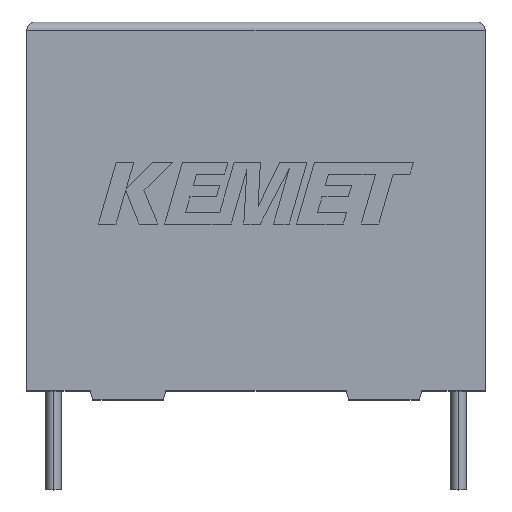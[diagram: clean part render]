
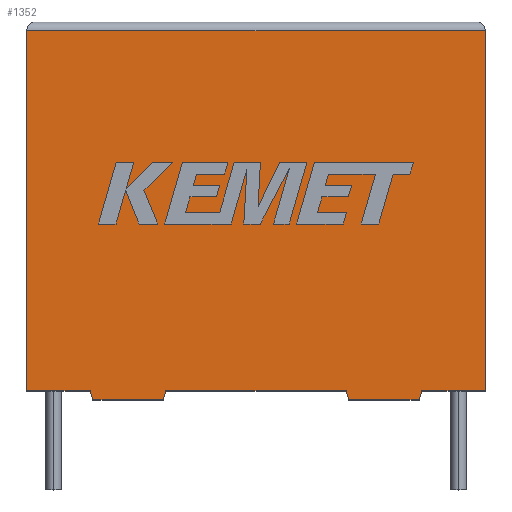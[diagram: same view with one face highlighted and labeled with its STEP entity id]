
A CAD part, top view. The second image highlights one B-rep face of the part: STEP entity #1352.
In plain terms, the highlighted planar face has unit normal (0, 0, 1).
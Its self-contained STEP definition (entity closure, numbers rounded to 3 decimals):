
#125 = ORIENTED_EDGE ( 'NONE', *, *, #2851, .F. ) ;
#210 = EDGE_CURVE ( 'NONE', #2847, #2146, #1627, .T. ) ;
#213 = VERTEX_POINT ( 'NONE', #2444 ) ;
#217 = VECTOR ( 'NONE', #880, 1000. ) ;
#220 = VECTOR ( 'NONE', #772, 1000. ) ;
#225 = CARTESIAN_POINT ( 'NONE',  ( 0., 0., 10.5 ) ) ;
#248 = DIRECTION ( 'NONE',  ( 1., 0., 0. ) ) ;
#297 = DIRECTION ( 'NONE',  ( 1., 0., 0. ) ) ;
#309 = EDGE_CURVE ( 'NONE', #2146, #213, #1183, .T. ) ;
#346 = LINE ( 'NONE', #2628, #534 ) ;
#534 = VECTOR ( 'NONE', #1888, 1000. ) ;
#566 = ORIENTED_EDGE ( 'NONE', *, *, #790, .T. ) ;
#618 = ORIENTED_EDGE ( 'NONE', *, *, #1312, .T. ) ;
#649 = CARTESIAN_POINT ( 'NONE',  ( 0., 0., 10.5 ) ) ;
#772 = DIRECTION ( 'NONE',  ( 0., 1., 0. ) ) ;
#790 = EDGE_CURVE ( 'NONE', #213, #3067, #2720, .T. ) ;
#798 = VECTOR ( 'NONE', #2891, 1000. ) ;
#847 = CARTESIAN_POINT ( 'NONE',  ( 0., 20., 10.5 ) ) ;
#871 = ORIENTED_EDGE ( 'NONE', *, *, #210, .T. ) ;
#880 = DIRECTION ( 'NONE',  ( 1., 0., 0. ) ) ;
#935 = LINE ( 'NONE', #1697, #2019 ) ;
#952 = CARTESIAN_POINT ( 'NONE',  ( 7.591, -0.5, 10.5 ) ) ;
#995 = EDGE_CURVE ( 'NONE', #1471, #1667, #1030, .T. ) ;
#1018 = ORIENTED_EDGE ( 'NONE', *, *, #1480, .T. ) ;
#1030 = LINE ( 'NONE', #3032, #2755 ) ;
#1101 = ORIENTED_EDGE ( 'NONE', *, *, #1907, .T. ) ;
#1104 = CARTESIAN_POINT ( 'NONE',  ( 17.909, -0.5, 10.5 ) ) ;
#1130 = AXIS2_PLACEMENT_3D ( 'NONE', #225, #1998, #1756 ) ;
#1134 = LINE ( 'NONE', #1624, #798 ) ;
#1144 = CARTESIAN_POINT ( 'NONE',  ( 25.5, 0., 10.5 ) ) ;
#1147 = EDGE_CURVE ( 'NONE', #1453, #1615, #935, .T. ) ;
#1183 = LINE ( 'NONE', #1734, #2812 ) ;
#1198 = CARTESIAN_POINT ( 'NONE',  ( 25.5, 20., 10.5 ) ) ;
#1244 = EDGE_CURVE ( 'NONE', #3067, #1978, #1869, .T. ) ;
#1249 = VECTOR ( 'NONE', #1670, 1000. ) ;
#1262 = PLANE ( 'NONE',  #1130 ) ;
#1277 = VECTOR ( 'NONE', #1638, 1000. ) ;
#1284 = EDGE_CURVE ( 'NONE', #3190, #2847, #346, .T. ) ;
#1312 = EDGE_CURVE ( 'NONE', #1978, #2468, #1134, .T. ) ;
#1327 = CARTESIAN_POINT ( 'NONE',  ( 21.96, 0., 10.5 ) ) ;
#1352 = ADVANCED_FACE ( 'NONE', ( #2983 ), #1262, .F. ) ;
#1409 = ORIENTED_EDGE ( 'NONE', *, *, #1284, .T. ) ;
#1448 = ORIENTED_EDGE ( 'NONE', *, *, #1244, .T. ) ;
#1453 = VERTEX_POINT ( 'NONE', #2320 ) ;
#1471 = VERTEX_POINT ( 'NONE', #1327 ) ;
#1480 = EDGE_CURVE ( 'NONE', #1667, #3190, #1536, .T. ) ;
#1536 = LINE ( 'NONE', #1847, #220 ) ;
#1615 = VERTEX_POINT ( 'NONE', #3152 ) ;
#1624 = CARTESIAN_POINT ( 'NONE',  ( 7.591, -0.5, 10.5 ) ) ;
#1627 = LINE ( 'NONE', #2629, #2546 ) ;
#1638 = DIRECTION ( 'NONE',  ( -0.287, -0.958, 0. ) ) ;
#1658 = LINE ( 'NONE', #2889, #1277 ) ;
#1661 = DIRECTION ( 'NONE',  ( -1., 0., 0. ) ) ;
#1667 = VERTEX_POINT ( 'NONE', #1144 ) ;
#1670 = DIRECTION ( 'NONE',  ( 1., 0., 0. ) ) ;
#1697 = CARTESIAN_POINT ( 'NONE',  ( 21.81, -0.5, 10.5 ) ) ;
#1734 = CARTESIAN_POINT ( 'NONE',  ( 0., 0., 10.5 ) ) ;
#1756 = DIRECTION ( 'NONE',  ( -1., 0., 0. ) ) ;
#1781 = CARTESIAN_POINT ( 'NONE',  ( 0., 0., 10.5 ) ) ;
#1847 = CARTESIAN_POINT ( 'NONE',  ( 25.5, 0., 10.5 ) ) ;
#1851 = CARTESIAN_POINT ( 'NONE',  ( 3.69, -0.5, 10.5 ) ) ;
#1859 = LINE ( 'NONE', #649, #1249 ) ;
#1869 = LINE ( 'NONE', #1851, #217 ) ;
#1888 = DIRECTION ( 'NONE',  ( -1., 0., 0. ) ) ;
#1907 = EDGE_CURVE ( 'NONE', #2468, #2975, #1859, .T. ) ;
#1978 = VERTEX_POINT ( 'NONE', #952 ) ;
#1998 = DIRECTION ( 'NONE',  ( 0., 0., -1. ) ) ;
#2019 = VECTOR ( 'NONE', #1661, 1000. ) ;
#2107 = ORIENTED_EDGE ( 'NONE', *, *, #3130, .F. ) ;
#2131 = VECTOR ( 'NONE', #2768, 1000. ) ;
#2146 = VERTEX_POINT ( 'NONE', #1781 ) ;
#2226 = EDGE_LOOP ( 'NONE', ( #1018, #1409, #871, #2619, #566, #1448, #618, #1101, #125, #2996, #2107, #2463 ) ) ;
#2320 = CARTESIAN_POINT ( 'NONE',  ( 21.81, -0.5, 10.5 ) ) ;
#2444 = CARTESIAN_POINT ( 'NONE',  ( 3.54, 0., 10.5 ) ) ;
#2463 = ORIENTED_EDGE ( 'NONE', *, *, #995, .T. ) ;
#2467 = CARTESIAN_POINT ( 'NONE',  ( 3.54, 0., 10.5 ) ) ;
#2468 = VERTEX_POINT ( 'NONE', #3143 ) ;
#2546 = VECTOR ( 'NONE', #3095, 1000. ) ;
#2619 = ORIENTED_EDGE ( 'NONE', *, *, #309, .T. ) ;
#2628 = CARTESIAN_POINT ( 'NONE',  ( 0., 20., 10.5 ) ) ;
#2629 = CARTESIAN_POINT ( 'NONE',  ( 0., 0., 10.5 ) ) ;
#2644 = VECTOR ( 'NONE', #3101, 1000. ) ;
#2720 = LINE ( 'NONE', #2467, #2131 ) ;
#2755 = VECTOR ( 'NONE', #297, 1000. ) ;
#2768 = DIRECTION ( 'NONE',  ( 0.287, -0.958, 0. ) ) ;
#2812 = VECTOR ( 'NONE', #248, 1000. ) ;
#2847 = VERTEX_POINT ( 'NONE', #847 ) ;
#2851 = EDGE_CURVE ( 'NONE', #1615, #2975, #2868, .T. ) ;
#2868 = LINE ( 'NONE', #1104, #2644 ) ;
#2881 = CARTESIAN_POINT ( 'NONE',  ( 17.759, 0., 10.5 ) ) ;
#2889 = CARTESIAN_POINT ( 'NONE',  ( 21.96, 0., 10.5 ) ) ;
#2891 = DIRECTION ( 'NONE',  ( 0.287, 0.958, 0. ) ) ;
#2975 = VERTEX_POINT ( 'NONE', #2881 ) ;
#2983 = FACE_OUTER_BOUND ( 'NONE', #2226, .T. ) ;
#2996 = ORIENTED_EDGE ( 'NONE', *, *, #1147, .F. ) ;
#3032 = CARTESIAN_POINT ( 'NONE',  ( 0., 0., 10.5 ) ) ;
#3067 = VERTEX_POINT ( 'NONE', #3126 ) ;
#3095 = DIRECTION ( 'NONE',  ( 0., -1., 0. ) ) ;
#3101 = DIRECTION ( 'NONE',  ( -0.287, 0.958, 0. ) ) ;
#3126 = CARTESIAN_POINT ( 'NONE',  ( 3.69, -0.5, 10.5 ) ) ;
#3130 = EDGE_CURVE ( 'NONE', #1471, #1453, #1658, .T. ) ;
#3143 = CARTESIAN_POINT ( 'NONE',  ( 7.741, 0., 10.5 ) ) ;
#3152 = CARTESIAN_POINT ( 'NONE',  ( 17.909, -0.5, 10.5 ) ) ;
#3190 = VERTEX_POINT ( 'NONE', #1198 ) ;
